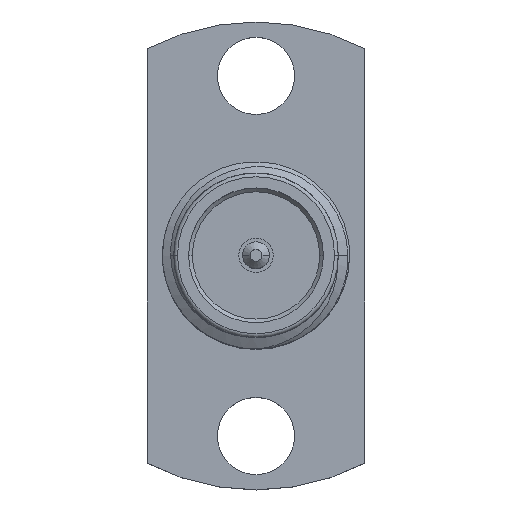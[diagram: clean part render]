
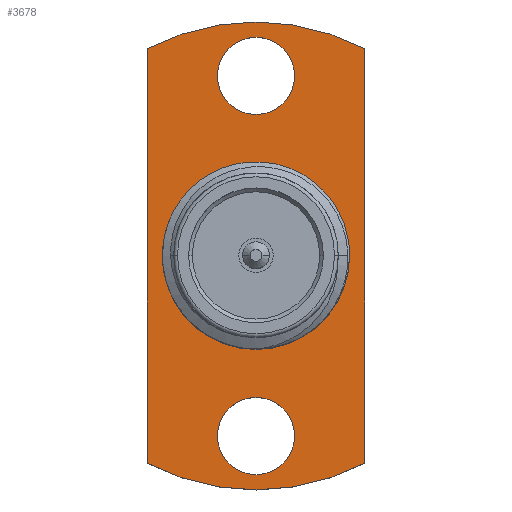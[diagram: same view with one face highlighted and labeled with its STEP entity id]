
A CAD part, top view. The second image highlights one B-rep face of the part: STEP entity #3678.
In plain terms, the highlighted planar face has unit normal (0, 0, 1).
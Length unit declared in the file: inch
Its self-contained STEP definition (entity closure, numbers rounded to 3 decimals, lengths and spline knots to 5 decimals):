
#15 = ORIENTED_EDGE ( 'NONE', *, *, #2782, .T. ) ;
#35 = DIRECTION ( 'NONE',  ( 0., 0., 1. ) ) ;
#57 = VERTEX_POINT ( 'NONE', #3137 ) ;
#73 = CARTESIAN_POINT ( 'NONE',  ( -0.125, 0., 0. ) ) ;
#232 = DIRECTION ( 'NONE',  ( -1., 0., 0. ) ) ;
#331 = AXIS2_PLACEMENT_3D ( 'NONE', #1904, #4539, #4917 ) ;
#402 = CIRCLE ( 'NONE', #2953, 0.0515 ) ;
#417 = PLANE ( 'NONE',  #1980 ) ;
#435 = VERTEX_POINT ( 'NONE', #4612 ) ;
#470 = FACE_BOUND ( 'NONE', #3267, .T. ) ;
#639 = CARTESIAN_POINT ( 'NONE',  ( 0.0515, -0.2405, 0. ) ) ;
#719 = DIRECTION ( 'NONE',  ( 1., 0., 0. ) ) ;
#738 = DIRECTION ( 'NONE',  ( -1., 0., 0. ) ) ;
#757 = CARTESIAN_POINT ( 'NONE',  ( 0., -0.2405, 0. ) ) ;
#782 = AXIS2_PLACEMENT_3D ( 'NONE', #757, #3451, #809 ) ;
#785 = VERTEX_POINT ( 'NONE', #1431 ) ;
#807 = CARTESIAN_POINT ( 'NONE',  ( 0., 0., 0. ) ) ;
#809 = DIRECTION ( 'NONE',  ( 1., 0., 0. ) ) ;
#859 = ORIENTED_EDGE ( 'NONE', *, *, #2945, .F. ) ;
#864 = CARTESIAN_POINT ( 'NONE',  ( 0.0515, 0.2405, 0. ) ) ;
#886 = AXIS2_PLACEMENT_3D ( 'NONE', #4777, #4430, #232 ) ;
#896 = LINE ( 'NONE', #4220, #2393 ) ;
#1083 = VERTEX_POINT ( 'NONE', #73 ) ;
#1161 = CARTESIAN_POINT ( 'NONE',  ( 0., -0.2405, 0. ) ) ;
#1193 = DIRECTION ( 'NONE',  ( 0., 0., 1. ) ) ;
#1213 = VERTEX_POINT ( 'NONE', #864 ) ;
#1386 = FACE_BOUND ( 'NONE', #3123, .T. ) ;
#1431 = CARTESIAN_POINT ( 'NONE',  ( 0.125, 0., 0. ) ) ;
#1487 = CIRCLE ( 'NONE', #2172, 0.0515 ) ;
#1514 = CARTESIAN_POINT ( 'NONE',  ( 0., 0., 0. ) ) ;
#1519 = CARTESIAN_POINT ( 'NONE',  ( 0., 0.2405, 0. ) ) ;
#1582 = DIRECTION ( 'NONE',  ( 0., 0., -1. ) ) ;
#1607 = CIRCLE ( 'NONE', #782, 0.0515 ) ;
#1686 = ORIENTED_EDGE ( 'NONE', *, *, #3497, .F. ) ;
#1734 = VECTOR ( 'NONE', #2706, 39.37008 ) ;
#1828 = ORIENTED_EDGE ( 'NONE', *, *, #2853, .F. ) ;
#1903 = DIRECTION ( 'NONE',  ( 0., 1., 0. ) ) ;
#1904 = CARTESIAN_POINT ( 'NONE',  ( 0., 0., 0. ) ) ;
#1974 = DIRECTION ( 'NONE',  ( 1., 0., 0. ) ) ;
#1980 = AXIS2_PLACEMENT_3D ( 'NONE', #2663, #3040, #2326 ) ;
#2034 = CIRCLE ( 'NONE', #331, 0.125 ) ;
#2110 = ORIENTED_EDGE ( 'NONE', *, *, #3458, .T. ) ;
#2172 = AXIS2_PLACEMENT_3D ( 'NONE', #1519, #35, #3838 ) ;
#2195 = AXIS2_PLACEMENT_3D ( 'NONE', #1161, #1193, #1974 ) ;
#2230 = ORIENTED_EDGE ( 'NONE', *, *, #3309, .F. ) ;
#2326 = DIRECTION ( 'NONE',  ( -1., 0., 0. ) ) ;
#2393 = VECTOR ( 'NONE', #1903, 39.37008 ) ;
#2512 = FACE_BOUND ( 'NONE', #3771, .T. ) ;
#2556 = CARTESIAN_POINT ( 'NONE',  ( 0.145, 0.27682, 0. ) ) ;
#2655 = VERTEX_POINT ( 'NONE', #639 ) ;
#2663 = CARTESIAN_POINT ( 'NONE',  ( 0., 0., 0. ) ) ;
#2698 = CARTESIAN_POINT ( 'NONE',  ( -0.0515, -0.2405, 0. ) ) ;
#2706 = DIRECTION ( 'NONE',  ( 0., -1., 0. ) ) ;
#2739 = CIRCLE ( 'NONE', #3544, 0.3125 ) ;
#2782 = EDGE_CURVE ( 'NONE', #435, #4480, #4354, .T. ) ;
#2853 = EDGE_CURVE ( 'NONE', #57, #4480, #2971, .T. ) ;
#2945 = EDGE_CURVE ( 'NONE', #785, #1083, #3467, .T. ) ;
#2953 = AXIS2_PLACEMENT_3D ( 'NONE', #3025, #4178, #719 ) ;
#2971 = CIRCLE ( 'NONE', #886, 0.3125 ) ;
#2994 = ORIENTED_EDGE ( 'NONE', *, *, #3530, .F. ) ;
#3025 = CARTESIAN_POINT ( 'NONE',  ( 0., 0.2405, 0. ) ) ;
#3040 = DIRECTION ( 'NONE',  ( 0., 0., -1. ) ) ;
#3063 = DIRECTION ( 'NONE',  ( -1., 0., 0. ) ) ;
#3123 = EDGE_LOOP ( 'NONE', ( #2994, #3383 ) ) ;
#3137 = CARTESIAN_POINT ( 'NONE',  ( 0.145, -0.27682, 0. ) ) ;
#3226 = FACE_OUTER_BOUND ( 'NONE', #4238, .T. ) ;
#3232 = CARTESIAN_POINT ( 'NONE',  ( -0.0515, 0.2405, 0. ) ) ;
#3267 = EDGE_LOOP ( 'NONE', ( #3960, #859 ) ) ;
#3284 = AXIS2_PLACEMENT_3D ( 'NONE', #1514, #4164, #738 ) ;
#3309 = EDGE_CURVE ( 'NONE', #435, #4436, #2739, .T. ) ;
#3355 = ORIENTED_EDGE ( 'NONE', *, *, #4570, .F. ) ;
#3383 = ORIENTED_EDGE ( 'NONE', *, *, #3426, .F. ) ;
#3420 = CARTESIAN_POINT ( 'NONE',  ( -0.145, -0.27682, 0. ) ) ;
#3426 = EDGE_CURVE ( 'NONE', #4091, #1213, #1487, .T. ) ;
#3451 = DIRECTION ( 'NONE',  ( 0., 0., 1. ) ) ;
#3458 = EDGE_CURVE ( 'NONE', #57, #4436, #896, .T. ) ;
#3467 = CIRCLE ( 'NONE', #3284, 0.125 ) ;
#3497 = EDGE_CURVE ( 'NONE', #2655, #4771, #4231, .T. ) ;
#3530 = EDGE_CURVE ( 'NONE', #1213, #4091, #402, .T. ) ;
#3544 = AXIS2_PLACEMENT_3D ( 'NONE', #807, #1582, #3063 ) ;
#3678 = ADVANCED_FACE ( 'NONE', ( #470, #1386, #2512, #3226 ), #417, .F. ) ;
#3771 = EDGE_LOOP ( 'NONE', ( #1686, #3355 ) ) ;
#3838 = DIRECTION ( 'NONE',  ( 1., 0., 0. ) ) ;
#3960 = ORIENTED_EDGE ( 'NONE', *, *, #4196, .F. ) ;
#4091 = VERTEX_POINT ( 'NONE', #3232 ) ;
#4164 = DIRECTION ( 'NONE',  ( 0., 0., 1. ) ) ;
#4178 = DIRECTION ( 'NONE',  ( 0., 0., 1. ) ) ;
#4196 = EDGE_CURVE ( 'NONE', #1083, #785, #2034, .T. ) ;
#4220 = CARTESIAN_POINT ( 'NONE',  ( 0.145, -0.3125, 0. ) ) ;
#4231 = CIRCLE ( 'NONE', #2195, 0.0515 ) ;
#4238 = EDGE_LOOP ( 'NONE', ( #2230, #15, #1828, #2110 ) ) ;
#4354 = LINE ( 'NONE', #4572, #1734 ) ;
#4430 = DIRECTION ( 'NONE',  ( 0., 0., -1. ) ) ;
#4436 = VERTEX_POINT ( 'NONE', #2556 ) ;
#4480 = VERTEX_POINT ( 'NONE', #3420 ) ;
#4539 = DIRECTION ( 'NONE',  ( 0., 0., 1. ) ) ;
#4570 = EDGE_CURVE ( 'NONE', #4771, #2655, #1607, .T. ) ;
#4572 = CARTESIAN_POINT ( 'NONE',  ( -0.145, -0.3125, 0. ) ) ;
#4612 = CARTESIAN_POINT ( 'NONE',  ( -0.145, 0.27682, 0. ) ) ;
#4771 = VERTEX_POINT ( 'NONE', #2698 ) ;
#4777 = CARTESIAN_POINT ( 'NONE',  ( 0., 0., 0. ) ) ;
#4917 = DIRECTION ( 'NONE',  ( -1., 0., 0. ) ) ;
